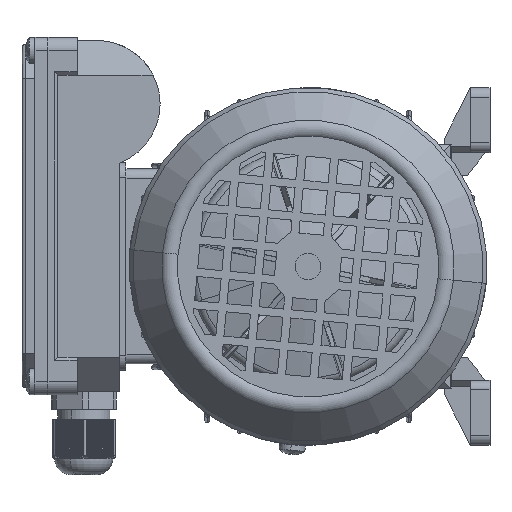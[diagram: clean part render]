
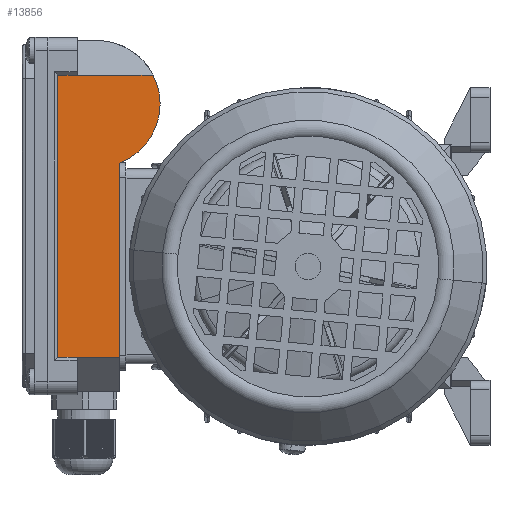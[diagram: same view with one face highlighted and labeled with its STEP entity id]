
A CAD part, left-side view. The second image highlights one B-rep face of the part: STEP entity #13856.
In plain terms, the highlighted face is planar.
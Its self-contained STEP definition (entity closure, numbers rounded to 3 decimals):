
#13221 = VERTEX_POINT ( 'NONE', #14127 ) ;
#13224 = EDGE_CURVE ( 'NONE', #13221, #13266, #14106, .T. ) ;
#13266 = VERTEX_POINT ( 'NONE', #14250 ) ;
#13271 = EDGE_CURVE ( 'NONE', #13266, #13273, #14246, .T. ) ;
#13273 = VERTEX_POINT ( 'NONE', #14237 ) ;
#13279 = VERTEX_POINT ( 'NONE', #14216 ) ;
#13284 = EDGE_CURVE ( 'NONE', #13221, #13279, #14211, .T. ) ;
#13322 = EDGE_CURVE ( 'NONE', #13273, #13324, #14399, .T. ) ;
#13324 = VERTEX_POINT ( 'NONE', #14391 ) ;
#13744 = EDGE_LOOP ( 'NONE', ( #13857, #13861, #13866, #13869, #13824, #13826, #13828, #13830 ) ) ;
#13824 = ORIENTED_EDGE ( 'NONE', *, *, #13271, .F. ) ;
#13826 = ORIENTED_EDGE ( 'NONE', *, *, #13224, .F. ) ;
#13828 = ORIENTED_EDGE ( 'NONE', *, *, #13284, .T. ) ;
#13830 = ORIENTED_EDGE ( 'NONE', *, *, #13834, .T. ) ;
#13834 = EDGE_CURVE ( 'NONE', #13279, #13859, #15488, .T. ) ;
#13856 = ADVANCED_FACE ( 'NONE', ( #15587 ), #15580, .F. ) ;
#13857 = ORIENTED_EDGE ( 'NONE', *, *, #13858, .T. ) ;
#13858 = EDGE_CURVE ( 'NONE', #13859, #13860, #15582, .T. ) ;
#13859 = VERTEX_POINT ( 'NONE', #15564 ) ;
#13860 = VERTEX_POINT ( 'NONE', #15562 ) ;
#13861 = ORIENTED_EDGE ( 'NONE', *, *, #13862, .T. ) ;
#13862 = EDGE_CURVE ( 'NONE', #13860, #13864, #15557, .T. ) ;
#13864 = VERTEX_POINT ( 'NONE', #15551 ) ;
#13866 = ORIENTED_EDGE ( 'NONE', *, *, #13868, .T. ) ;
#13868 = EDGE_CURVE ( 'NONE', #13864, #13324, #15687, .T. ) ;
#13869 = ORIENTED_EDGE ( 'NONE', *, *, #13322, .F. ) ;
#14100 = DIRECTION ( 'NONE',  ( 0., 0., -1. ) ) ;
#14101 = DIRECTION ( 'NONE',  ( 0., -1., 0. ) ) ;
#14103 = CARTESIAN_POINT ( 'NONE',  ( 34.5, 47., 16.5 ) ) ;
#14105 = AXIS2_PLACEMENT_3D ( 'NONE', #14103, #14101, #14100 ) ;
#14106 = CIRCLE ( 'NONE', #14105, 19.5 ) ;
#14127 = CARTESIAN_POINT ( 'NONE',  ( 43.4, 47., 33.851 ) ) ;
#14206 = DIRECTION ( 'NONE',  ( 0., 0., -1. ) ) ;
#14208 = VECTOR ( 'NONE', #14206, 1000. ) ;
#14209 = CARTESIAN_POINT ( 'NONE',  ( 43.4, 47., 42.396 ) ) ;
#14211 = LINE ( 'NONE', #14209, #14208 ) ;
#14216 = CARTESIAN_POINT ( 'NONE',  ( 43.4, 47., 10.5 ) ) ;
#14237 = CARTESIAN_POINT ( 'NONE',  ( 16.3, 47., 23.5 ) ) ;
#14239 = DIRECTION ( 'NONE',  ( 0., 0., -1. ) ) ;
#14241 = DIRECTION ( 'NONE',  ( 0., -1., 0. ) ) ;
#14242 = CARTESIAN_POINT ( 'NONE',  ( 34.5, 47., 16.5 ) ) ;
#14244 = AXIS2_PLACEMENT_3D ( 'NONE', #14242, #14241, #14239 ) ;
#14246 = CIRCLE ( 'NONE', #14244, 19.5 ) ;
#14250 = CARTESIAN_POINT ( 'NONE',  ( 34.5, 47., 36. ) ) ;
#14391 = CARTESIAN_POINT ( 'NONE',  ( -43.4, 47., 23.5 ) ) ;
#14394 = DIRECTION ( 'NONE',  ( -1., 0., 0. ) ) ;
#14395 = VECTOR ( 'NONE', #14394, 1000. ) ;
#14397 = CARTESIAN_POINT ( 'NONE',  ( -54., 47., 23.5 ) ) ;
#14399 = LINE ( 'NONE', #14397, #14395 ) ;
#15483 = DIRECTION ( 'NONE',  ( 0., 0., -1. ) ) ;
#15484 = VECTOR ( 'NONE', #15483, 1000. ) ;
#15486 = CARTESIAN_POINT ( 'NONE',  ( 43.4, 47., 42.396 ) ) ;
#15488 = LINE ( 'NONE', #15486, #15484 ) ;
#15551 = CARTESIAN_POINT ( 'NONE',  ( -43.4, 47., 10.5 ) ) ;
#15553 = DIRECTION ( 'NONE',  ( 0., 0., 1. ) ) ;
#15554 = VECTOR ( 'NONE', #15553, 1000. ) ;
#15556 = CARTESIAN_POINT ( 'NONE',  ( -43.4, 47., 42.396 ) ) ;
#15557 = LINE ( 'NONE', #15556, #15554 ) ;
#15562 = CARTESIAN_POINT ( 'NONE',  ( -43.4, 47., 4.5 ) ) ;
#15564 = CARTESIAN_POINT ( 'NONE',  ( 43.4, 47., 4.5 ) ) ;
#15567 = DIRECTION ( 'NONE',  ( -1., 0., 0. ) ) ;
#15568 = VECTOR ( 'NONE', #15567, 1000. ) ;
#15570 = CARTESIAN_POINT ( 'NONE',  ( 55., 47., 4.5 ) ) ;
#15574 = DIRECTION ( 'NONE',  ( 0., 0., -1. ) ) ;
#15576 = DIRECTION ( 'NONE',  ( 0., -1., 0. ) ) ;
#15578 = CARTESIAN_POINT ( 'NONE',  ( 55., 47., 42.396 ) ) ;
#15579 = AXIS2_PLACEMENT_3D ( 'NONE', #15578, #15576, #15574 ) ;
#15580 = PLANE ( 'NONE',  #15579 ) ;
#15582 = LINE ( 'NONE', #15570, #15568 ) ;
#15587 = FACE_OUTER_BOUND ( 'NONE', #13744, .T. ) ;
#15683 = DIRECTION ( 'NONE',  ( 0., 0., 1. ) ) ;
#15685 = VECTOR ( 'NONE', #15683, 1000. ) ;
#15686 = CARTESIAN_POINT ( 'NONE',  ( -43.4, 47., 42.396 ) ) ;
#15687 = LINE ( 'NONE', #15686, #15685 ) ;
